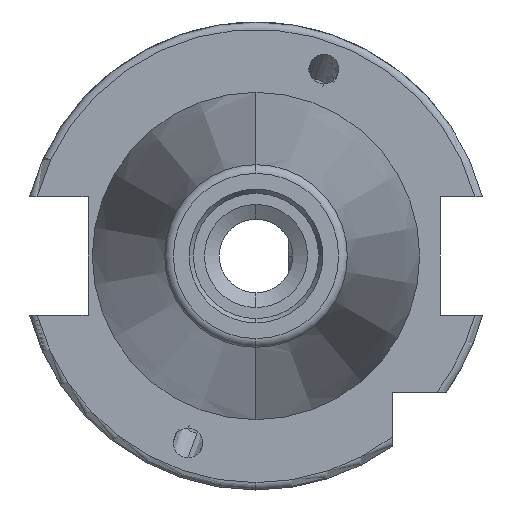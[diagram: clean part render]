
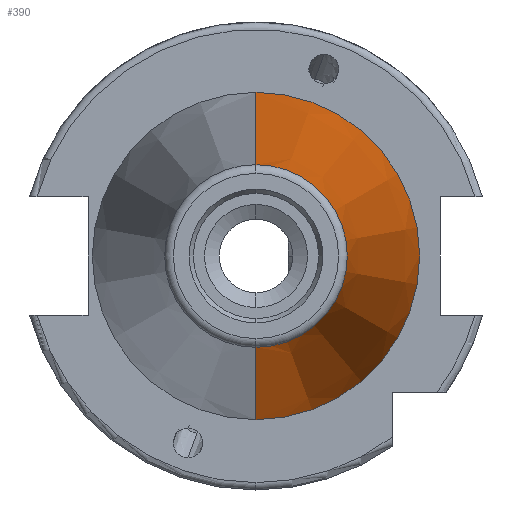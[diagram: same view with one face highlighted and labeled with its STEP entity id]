
A CAD part, left-side view. The second image highlights one B-rep face of the part: STEP entity #390.
In plain terms, the highlighted conical face has half-angle 8.297 degrees and reference radius 22.225 mm.
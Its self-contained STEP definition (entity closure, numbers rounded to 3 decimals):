
#356 = VERTEX_POINT ( 'NONE', #2430 ) ;
#370 = ORIENTED_EDGE ( 'NONE', *, *, #400, .T. ) ;
#380 = ORIENTED_EDGE ( 'NONE', *, *, #381, .T. ) ;
#381 = EDGE_CURVE ( 'NONE', #385, #388, #2513, .T. ) ;
#382 = ORIENTED_EDGE ( 'NONE', *, *, #387, .F. ) ;
#384 = VERTEX_POINT ( 'NONE', #2505 ) ;
#385 = VERTEX_POINT ( 'NONE', #2504 ) ;
#386 = EDGE_LOOP ( 'NONE', ( #382, #380, #370, #403 ) ) ;
#387 = EDGE_CURVE ( 'NONE', #385, #384, #2503, .T. ) ;
#388 = VERTEX_POINT ( 'NONE', #2498 ) ;
#390 = ADVANCED_FACE ( 'NONE', ( #2493 ), #2491, .T. ) ;
#400 = EDGE_CURVE ( 'NONE', #388, #356, #2544, .T. ) ;
#403 = ORIENTED_EDGE ( 'NONE', *, *, #404, .F. ) ;
#404 = EDGE_CURVE ( 'NONE', #384, #356, #2533, .T. ) ;
#2430 = CARTESIAN_POINT ( 'NONE',  ( 0., 0., 22.225 ) ) ;
#2487 = DIRECTION ( 'NONE',  ( 0., 0., 1. ) ) ;
#2488 = DIRECTION ( 'NONE',  ( 1., 0., 0. ) ) ;
#2489 = CARTESIAN_POINT ( 'NONE',  ( 0., 0., 0. ) ) ;
#2490 = AXIS2_PLACEMENT_3D ( 'NONE', #2489, #2488, #2487 ) ;
#2491 = CONICAL_SURFACE ( 'NONE', #2490, 22.225, 0.145 ) ;
#2493 = FACE_OUTER_BOUND ( 'NONE', #386, .T. ) ;
#2498 = CARTESIAN_POINT ( 'NONE',  ( 0., 0., -22.225 ) ) ;
#2499 = DIRECTION ( 'NONE',  ( 0., 0., -1. ) ) ;
#2500 = DIRECTION ( 'NONE',  ( -1., 0., 0. ) ) ;
#2501 = CARTESIAN_POINT ( 'NONE',  ( -67.373, 0., 0. ) ) ;
#2502 = AXIS2_PLACEMENT_3D ( 'NONE', #2501, #2500, #2499 ) ;
#2503 = CIRCLE ( 'NONE', #2502, 12.4 ) ;
#2504 = CARTESIAN_POINT ( 'NONE',  ( -67.373, 0., -12.4 ) ) ;
#2505 = CARTESIAN_POINT ( 'NONE',  ( -67.373, 0., 12.4 ) ) ;
#2510 = DIRECTION ( 'NONE',  ( 0.99, 0., -0.144 ) ) ;
#2511 = VECTOR ( 'NONE', #2510, 1000. ) ;
#2512 = CARTESIAN_POINT ( 'NONE',  ( 0., 0., -22.225 ) ) ;
#2513 = LINE ( 'NONE', #2512, #2511 ) ;
#2530 = DIRECTION ( 'NONE',  ( 0.99, 0., 0.144 ) ) ;
#2531 = VECTOR ( 'NONE', #2530, 1000. ) ;
#2532 = CARTESIAN_POINT ( 'NONE',  ( 0., 0., 22.225 ) ) ;
#2533 = LINE ( 'NONE', #2532, #2531 ) ;
#2540 = DIRECTION ( 'NONE',  ( 0., 0., -1. ) ) ;
#2541 = DIRECTION ( 'NONE',  ( -1., 0., 0. ) ) ;
#2542 = CARTESIAN_POINT ( 'NONE',  ( 0., 0., 0. ) ) ;
#2543 = AXIS2_PLACEMENT_3D ( 'NONE', #2542, #2541, #2540 ) ;
#2544 = CIRCLE ( 'NONE', #2543, 22.225 ) ;
